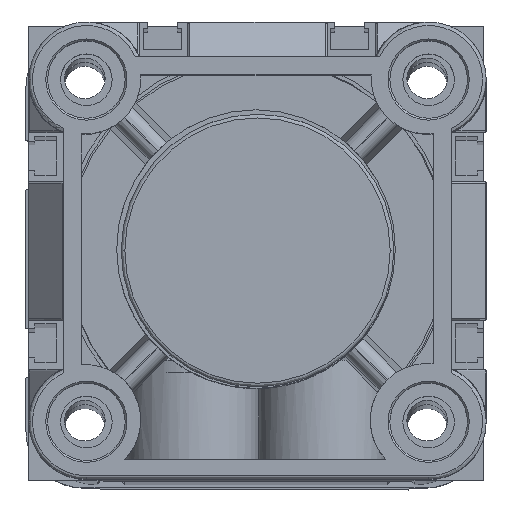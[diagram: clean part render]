
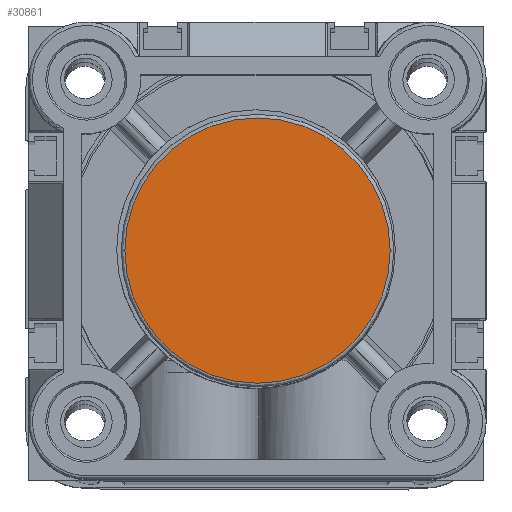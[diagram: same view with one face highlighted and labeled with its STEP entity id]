
A CAD part, top view. The second image highlights one B-rep face of the part: STEP entity #30861.
In plain terms, the highlighted face is planar.
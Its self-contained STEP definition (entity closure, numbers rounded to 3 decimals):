
#939 = PLANE ( 'NONE',  #1466 ) ;
#1078 = EDGE_LOOP ( 'NONE', ( #12726, #9621 ) ) ;
#1299 = DIRECTION ( 'NONE',  ( 0., 0., -1. ) ) ;
#1466 = AXIS2_PLACEMENT_3D ( 'NONE', #3661, #21933, #6303 ) ;
#3661 = CARTESIAN_POINT ( 'NONE',  ( 0., 0., -3.95 ) ) ;
#6303 = DIRECTION ( 'NONE',  ( 1., 0., 0. ) ) ;
#7004 = VERTEX_POINT ( 'NONE', #31148 ) ;
#8779 = DIRECTION ( 'NONE',  ( 0., 0., -1. ) ) ;
#9621 = ORIENTED_EDGE ( 'NONE', *, *, #25717, .T. ) ;
#12726 = ORIENTED_EDGE ( 'NONE', *, *, #12892, .T. ) ;
#12892 = EDGE_CURVE ( 'NONE', #7004, #29674, #26560, .T. ) ;
#15865 = CARTESIAN_POINT ( 'NONE',  ( 10.1, 32., -3.95 ) ) ;
#16322 = AXIS2_PLACEMENT_3D ( 'NONE', #24380, #8779, #26994 ) ;
#16928 = CARTESIAN_POINT ( 'NONE',  ( 32., 32., -3.95 ) ) ;
#17653 = CIRCLE ( 'NONE', #17988, 21.9 ) ;
#17988 = AXIS2_PLACEMENT_3D ( 'NONE', #16928, #1299, #19556 ) ;
#19556 = DIRECTION ( 'NONE',  ( 1., 0., 0. ) ) ;
#21933 = DIRECTION ( 'NONE',  ( 0., 0., 1. ) ) ;
#24380 = CARTESIAN_POINT ( 'NONE',  ( 32., 32., -3.95 ) ) ;
#25717 = EDGE_CURVE ( 'NONE', #29674, #7004, #17653, .T. ) ;
#26560 = CIRCLE ( 'NONE', #16322, 21.9 ) ;
#26994 = DIRECTION ( 'NONE',  ( 1., 0., 0. ) ) ;
#29674 = VERTEX_POINT ( 'NONE', #15865 ) ;
#30005 = FACE_OUTER_BOUND ( 'NONE', #1078, .T. ) ;
#30861 = ADVANCED_FACE ( 'NONE', ( #30005 ), #939, .F. ) ;
#31148 = CARTESIAN_POINT ( 'NONE',  ( 53.9, 32., -3.95 ) ) ;
